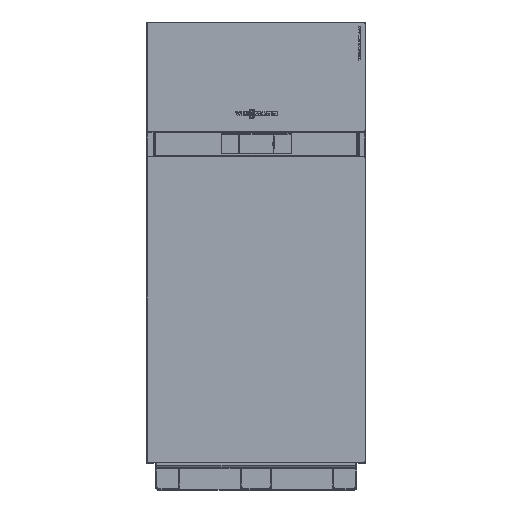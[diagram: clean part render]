
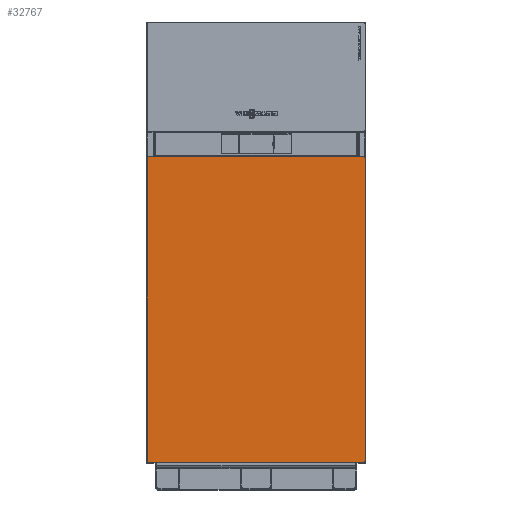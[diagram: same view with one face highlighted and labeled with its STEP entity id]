
A CAD part, top view. The second image highlights one B-rep face of the part: STEP entity #32767.
In plain terms, the highlighted planar face has unit normal (0, 0, 1).
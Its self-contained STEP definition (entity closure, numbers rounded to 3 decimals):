
#3211=FACE_OUTER_BOUND('',#4539,.T.);
#4539=EDGE_LOOP('',(#27846,#27847,#27848,#27849,#27850,#27851,#27852,#27853));
#7677=LINE('',#55239,#11437);
#7719=LINE('',#55433,#11479);
#7720=LINE('',#55435,#11480);
#7721=LINE('',#55437,#11481);
#7722=LINE('',#55439,#11482);
#7723=LINE('',#55440,#11483);
#7724=LINE('',#55442,#11484);
#7725=LINE('',#55443,#11485);
#11437=VECTOR('',#43122,0.039);
#11479=VECTOR('',#43294,0.039);
#11480=VECTOR('',#43295,0.039);
#11481=VECTOR('',#43296,0.039);
#11482=VECTOR('',#43297,0.039);
#11483=VECTOR('',#43298,0.039);
#11484=VECTOR('',#43299,0.039);
#11485=VECTOR('',#43300,0.039);
#15560=VERTEX_POINT('',#55236);
#15561=VERTEX_POINT('',#55238);
#15613=VERTEX_POINT('',#55431);
#15614=VERTEX_POINT('',#55432);
#15615=VERTEX_POINT('',#55434);
#15616=VERTEX_POINT('',#55436);
#15617=VERTEX_POINT('',#55438);
#15618=VERTEX_POINT('',#55441);
#20648=EDGE_CURVE('',#15561,#15560,#7677,.T.);
#20734=EDGE_CURVE('',#15613,#15614,#7719,.T.);
#20735=EDGE_CURVE('',#15613,#15615,#7720,.T.);
#20736=EDGE_CURVE('',#15616,#15615,#7721,.T.);
#20737=EDGE_CURVE('',#15617,#15616,#7722,.T.);
#20738=EDGE_CURVE('',#15561,#15617,#7723,.T.);
#20739=EDGE_CURVE('',#15618,#15560,#7724,.T.);
#20740=EDGE_CURVE('',#15614,#15618,#7725,.T.);
#27846=ORIENTED_EDGE('',*,*,#20734,.F.);
#27847=ORIENTED_EDGE('',*,*,#20735,.T.);
#27848=ORIENTED_EDGE('',*,*,#20736,.F.);
#27849=ORIENTED_EDGE('',*,*,#20737,.F.);
#27850=ORIENTED_EDGE('',*,*,#20738,.F.);
#27851=ORIENTED_EDGE('',*,*,#20648,.T.);
#27852=ORIENTED_EDGE('',*,*,#20739,.F.);
#27853=ORIENTED_EDGE('',*,*,#20740,.F.);
#30248=PLANE('',#35616);
#32767=ADVANCED_FACE('',(#3211),#30248,.T.);
#35616=AXIS2_PLACEMENT_3D('',#55430,#43292,#43293);
#43122=DIRECTION('',(0.,-1.,0.));
#43292=DIRECTION('center_axis',(0.,0.,
1.));
#43293=DIRECTION('ref_axis',(1.,0.,0.));
#43294=DIRECTION('',(-1.,0.,0.));
#43295=DIRECTION('',(0.,1.,0.));
#43296=DIRECTION('',(1.,0.,0.));
#43297=DIRECTION('',(1.,0.,0.));
#43298=DIRECTION('',(1.,0.,0.));
#43299=DIRECTION('',(-1.,0.,0.));
#43300=DIRECTION('',(-1.,0.,0.));
#55236=CARTESIAN_POINT('',(-19.678,4.803,0.));
#55238=CARTESIAN_POINT('',(-19.678,59.725,0.));
#55239=CARTESIAN_POINT('',(-19.678,59.764,0.));
#55430=CARTESIAN_POINT('Origin',(19.416,4.764,0.));
#55431=CARTESIAN_POINT('',(19.377,4.803,0.));
#55432=CARTESIAN_POINT('',(19.377,4.803,0.));
#55433=CARTESIAN_POINT('',(-19.678,4.803,0.));
#55434=CARTESIAN_POINT('',(19.377,59.725,0.));
#55435=CARTESIAN_POINT('',(19.377,4.764,0.));
#55436=CARTESIAN_POINT('',(19.377,59.725,0.));
#55437=CARTESIAN_POINT('',(19.377,59.725,0.));
#55438=CARTESIAN_POINT('',(-19.678,59.725,0.));
#55439=CARTESIAN_POINT('',(-19.678,59.725,0.));
#55440=CARTESIAN_POINT('',(19.377,59.725,0.));
#55441=CARTESIAN_POINT('',(-19.678,4.803,0.));
#55442=CARTESIAN_POINT('',(-19.678,4.803,0.));
#55443=CARTESIAN_POINT('',(19.377,4.803,0.));
